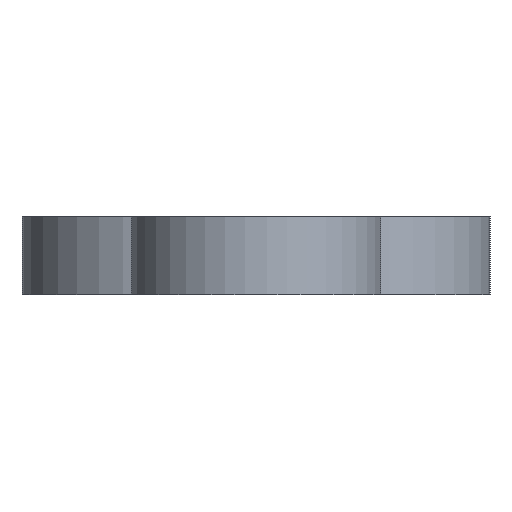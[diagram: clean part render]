
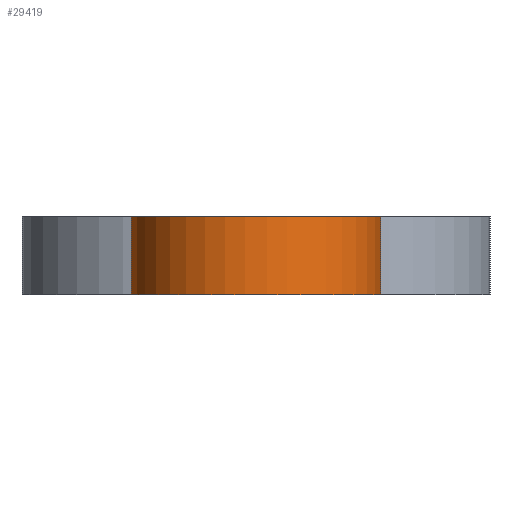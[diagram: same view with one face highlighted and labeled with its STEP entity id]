
A CAD part, left-side view. The second image highlights one B-rep face of the part: STEP entity #29419.
In plain terms, the highlighted cylindrical face has radius 8 mm (diameter 16 mm), a partial arc.
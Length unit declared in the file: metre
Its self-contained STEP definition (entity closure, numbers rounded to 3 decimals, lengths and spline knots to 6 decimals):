
#1429=CIRCLE('',#29451,0.008);
#1430=CIRCLE('',#29453,0.008);
#9800=ORIENTED_EDGE('',*,*,#9829,.F.);
#9801=ORIENTED_EDGE('',*,*,#9806,.T.);
#9802=ORIENTED_EDGE('',*,*,#10198,.T.);
#9803=ORIENTED_EDGE('',*,*,#9810,.T.);
#9806=EDGE_CURVE('',#13993,#13994,#16785,.T.);
#9810=EDGE_CURVE('',#13997,#13998,#16787,.F.);
#9829=EDGE_CURVE('',#13993,#13998,#1429,.T.);
#10198=EDGE_CURVE('',#13994,#13997,#1430,.T.);
#13993=VERTEX_POINT('',#37892);
#13994=VERTEX_POINT('',#37893);
#13997=VERTEX_POINT('',#37901);
#13998=VERTEX_POINT('',#37902);
#16785=LINE('',#37891,#20960);
#16787=LINE('',#37900,#20962);
#20960=VECTOR('',#30864,1.);
#20962=VECTOR('',#30872,1.);
#26565=EDGE_LOOP('',(#9800,#9801,#9802,#9803));
#27998=FACE_BOUND('',#26565,.T.);
#28005=CYLINDRICAL_SURFACE('',#30858,0.008);
#29419=ADVANCED_FACE('',(#27998),#28005,.T.);
#29451=AXIS2_PLACEMENT_3D('',#37938,#30910,#30911);
#29453=AXIS2_PLACEMENT_3D('',#38676,#31282,#31283);
#30858=AXIS2_PLACEMENT_3D('',#46281,#37885,#37886);
#30864=DIRECTION('',(0.,0.,-1.));
#30872=DIRECTION('',(0.,0.,-1.));
#30910=DIRECTION('',(0.,0.,1.));
#30911=DIRECTION('',(1.,0.,0.));
#31282=DIRECTION('',(0.,0.,1.));
#31283=DIRECTION('',(1.,0.,0.));
#37885=DIRECTION('',(0.,0.,-1.));
#37886=DIRECTION('',(-1.,0.,0.));
#37891=CARTESIAN_POINT('',(-0.049831,0.006828,0.0025));
#37892=CARTESIAN_POINT('',(-0.049831,0.006828,0.005));
#37893=CARTESIAN_POINT('',(-0.049831,0.006828,0.));
#37900=CARTESIAN_POINT('',(-0.049831,-0.006828,0.0025));
#37901=CARTESIAN_POINT('',(-0.049831,-0.006828,0.));
#37902=CARTESIAN_POINT('',(-0.049831,-0.006828,0.005));
#37938=CARTESIAN_POINT('',(-0.054,0.,0.005));
#38676=CARTESIAN_POINT('',(-0.054,0.,0.));
#46281=CARTESIAN_POINT('',(-0.054,0.,0.005));
